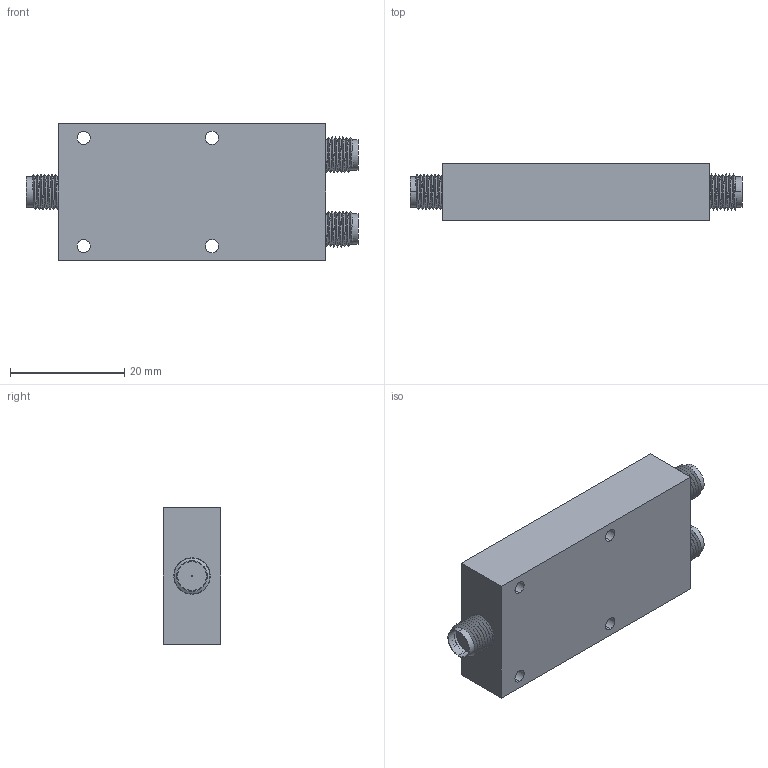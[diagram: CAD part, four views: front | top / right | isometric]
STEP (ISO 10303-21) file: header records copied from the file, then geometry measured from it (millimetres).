
FILE_DESCRIPTION (( 'STEP AP203' ), '1' );
FILE_NAME ('CS-K2-R4.STEP', '2022-05-17T19:16:02', ( '' ), ( '' ), 'SwSTEP 2.0', 'SolidWorks 2021', '' );
FILE_SCHEMA (( 'CONFIG_CONTROL_DESIGN' ));
Length unit declared in the file: inch
Products named in the file (1): CS-K2-R4
Bounding box: 58.24 x 10 x 24 mm (x, y, z)
Volume: 11332.7 mm3; surface area: 5488 mm2
Topology: 4 solids, 4 shells, 143 faces, 387 edges, 258 vertices
Faces by surface type: cylinder 113, plane 24, bspline 6
Entity records: 7881 total; most frequent: CARTESIAN_POINT 4659, ORIENTED_EDGE 774, DIRECTION 550, EDGE_CURVE 387, VERTEX_POINT 258, AXIS2_PLACEMENT_3D 202, EDGE_LOOP 163, VECTOR 146
